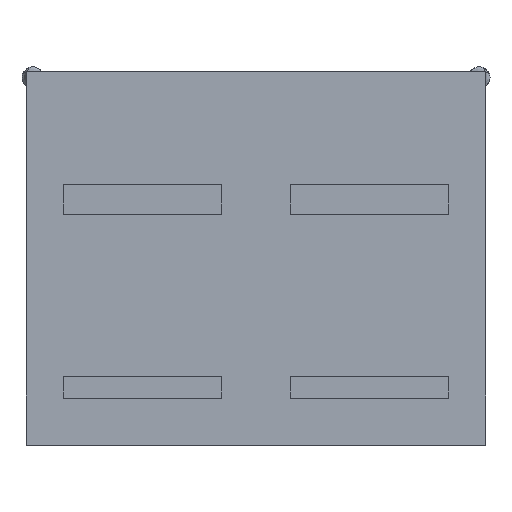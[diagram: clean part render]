
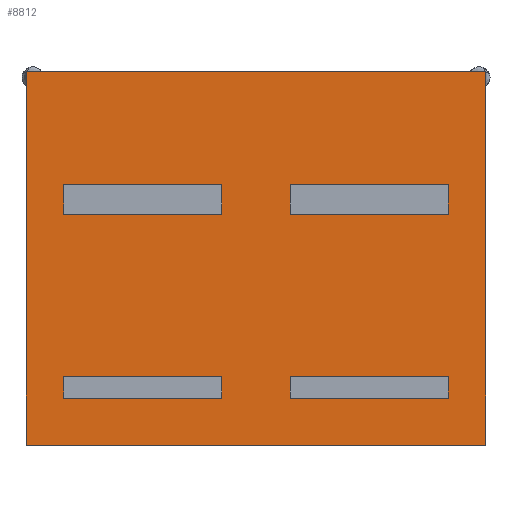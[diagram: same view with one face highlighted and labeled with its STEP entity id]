
A CAD part, front view. The second image highlights one B-rep face of the part: STEP entity #8812.
In plain terms, the highlighted planar face has unit normal (0, -1, 0).
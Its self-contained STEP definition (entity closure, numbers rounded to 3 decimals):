
#578=FACE_OUTER_BOUND('',#1091,.T.);
#1091=EDGE_LOOP('',(#6118,#6119,#6120,#6121));
#1709=LINE('',#12991,#2752);
#1710=LINE('',#12993,#2753);
#1711=LINE('',#12995,#2754);
#1712=LINE('',#12996,#2755);
#2752=VECTOR('',#10360,10.);
#2753=VECTOR('',#10361,10.);
#2754=VECTOR('',#10362,10.);
#2755=VECTOR('',#10363,10.);
#3769=VERTEX_POINT('',#12989);
#3770=VERTEX_POINT('',#12990);
#3771=VERTEX_POINT('',#12992);
#3772=VERTEX_POINT('',#12994);
#4679=EDGE_CURVE('',#3769,#3770,#1709,.T.);
#4680=EDGE_CURVE('',#3770,#3771,#1710,.T.);
#4681=EDGE_CURVE('',#3771,#3772,#1711,.T.);
#4682=EDGE_CURVE('',#3772,#3769,#1712,.T.);
#6118=ORIENTED_EDGE('',*,*,#4679,.T.);
#6119=ORIENTED_EDGE('',*,*,#4680,.T.);
#6120=ORIENTED_EDGE('',*,*,#4681,.T.);
#6121=ORIENTED_EDGE('',*,*,#4682,.T.);
#8395=PLANE('',#9478);
#8812=ADVANCED_FACE('',(#578),#8395,.F.);
#9478=AXIS2_PLACEMENT_3D('',#12988,#10358,#10359);
#10358=DIRECTION('center_axis',(0.,1.,0.));
#10359=DIRECTION('ref_axis',(0.,0.,1.));
#10360=DIRECTION('',(-1.,0.,0.));
#10361=DIRECTION('',(0.,0.,-1.));
#10362=DIRECTION('',(1.,0.,0.));
#10363=DIRECTION('',(0.,0.,1.));
#12988=CARTESIAN_POINT('Origin',(50.75,-3.,27.75));
#12989=CARTESIAN_POINT('',(104.5,-3.,71.5));
#12990=CARTESIAN_POINT('',(-3.,-3.,71.5));
#12991=CARTESIAN_POINT('',(50.75,-3.,71.5));
#12992=CARTESIAN_POINT('',(-3.,-3.,-16.));
#12993=CARTESIAN_POINT('',(-3.,-3.,27.75));
#12994=CARTESIAN_POINT('',(104.5,-3.,-16.));
#12995=CARTESIAN_POINT('',(50.75,-3.,-16.));
#12996=CARTESIAN_POINT('',(104.5,-3.,27.75));
